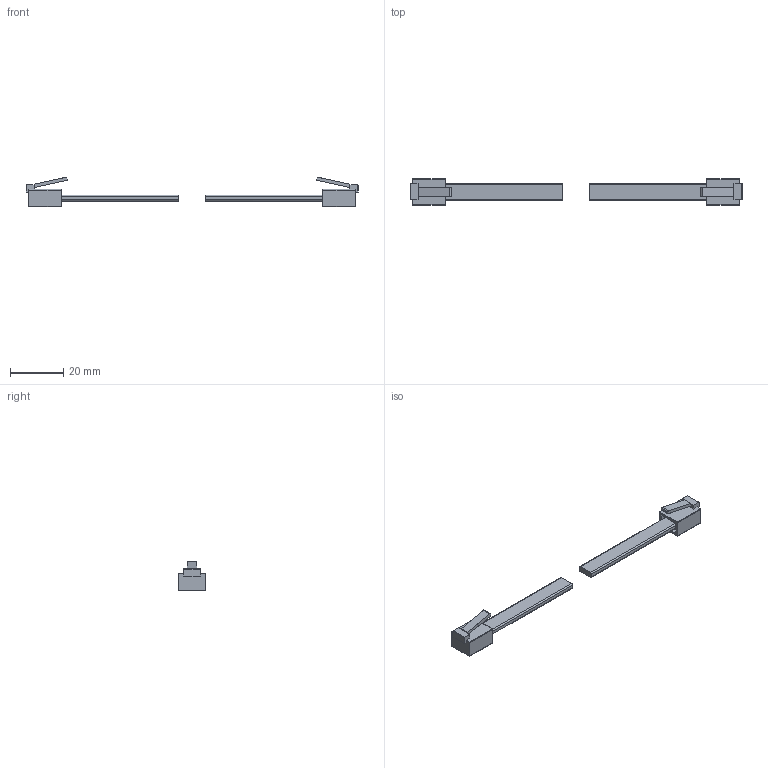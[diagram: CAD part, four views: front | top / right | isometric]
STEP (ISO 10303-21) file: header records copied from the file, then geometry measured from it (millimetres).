
FILE_DESCRIPTION((''),'2;1');
FILE_NAME('RJM.stp','2021-05-17T14:07:56',(''),(''),'AutoCAD STEP 2000i','AutoCAD 2000i',', , ');
FILE_SCHEMA(('CONFIG_CONTROL_DESIGN'));
Length unit declared in the file: millimetre
Products named in the file (1): RJM
Bounding box: 124.4 x 9.8 x 11.05 mm (x, y, z)
Surface area: 3273.6 mm2 (no closed solid volume)
Topology: 0 solids, 0 shells, 76 faces, 290 edges, 290 vertices
Faces by surface type: bspline 76
Entity records: 4062 total; most frequent: CARTESIAN_POINT 2637, QUASI_UNIFORM_CURVE 508, PCURVE 290, COMPOSITE_CURVE_SEGMENT 290, OUTER_BOUNDARY_CURVE 76, CURVE_BOUNDED_SURFACE 76, QUASI_UNIFORM_SURFACE 54, B_SPLINE_CURVE_WITH_KNOTS 28
